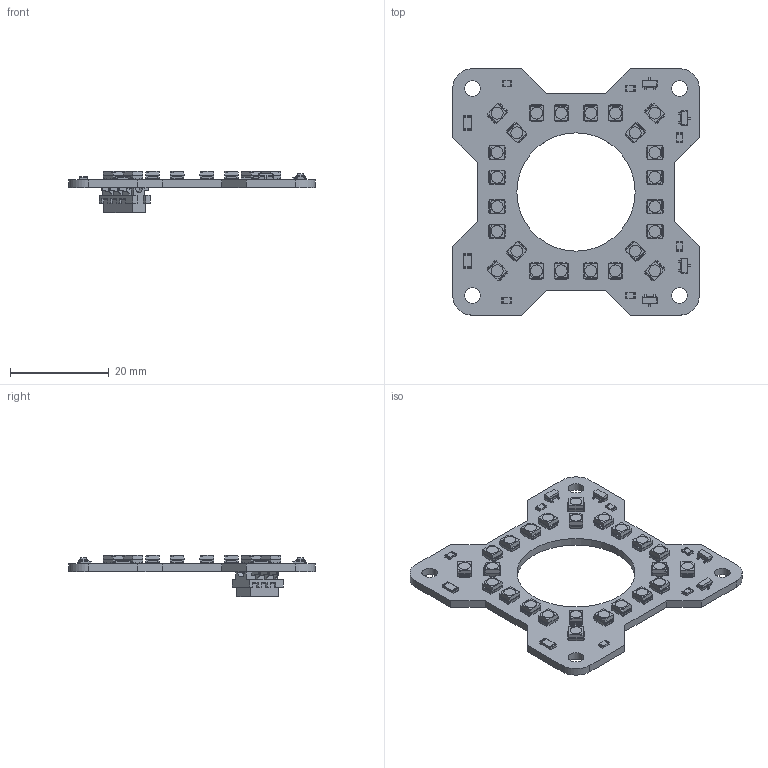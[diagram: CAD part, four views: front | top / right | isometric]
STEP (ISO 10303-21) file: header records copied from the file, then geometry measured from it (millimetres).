
FILE_DESCRIPTION(('KiCad electronic assembly'),'2;1');
FILE_NAME('LED_Panel_Flat.step','2019-12-29T20:49:59',('An Author'),( 'A Company'),'Open CASCADE STEP processor 6.9', 'KiCad to STEP converter','Unknown');
FILE_SCHEMA(('AUTOMOTIVE_DESIGN { 1 0 10303 214 1 1 1 1 }'));
Length unit declared in the file: millimetre
Products named in the file (12): Open CASCADE STEP translator 6.9 1; R_0805_2012Metric; SOLID; R_1206_3216Metric; SOT-23; micromatch_smd_6pin; PLCC-2; COMPOUND
Assembly tree (43 placements, depth 3):
  Open CASCADE STEP translator 6.9 1
    R_0805_2012Metric  x6
      SOLID
    R_1206_3216Metric  x2
      SOLID
    SOT-23  x4
      SOLID
    micromatch_smd_6pin
      SOLID
    PLCC-2  x24
      SOLID
    COMPOUND
Bounding box: 50 x 50 x 8.35 mm (x, y, z)
Volume: 3157.8 mm3; surface area: 5454.5 mm2
Topology: 38 solids, 38 shells, 3243 faces, 8867 edges, 5628 vertices
Faces by surface type: bspline 3212, plane 22, cylinder 9
Full cylindrical faces by diameter (mm): 3.2 x4, 24 x1
Entity records: 36446 total; most frequent: CARTESIAN_POINT 14430, B_SPLINE_CURVE_WITH_KNOTS 3989, ORIENTED_EDGE 3142, PCURVE 3142, DEFINITIONAL_REPRESENTATION 3142, EDGE_CURVE 1571, SURFACE_CURVE 1565, VERTEX_POINT 1021
